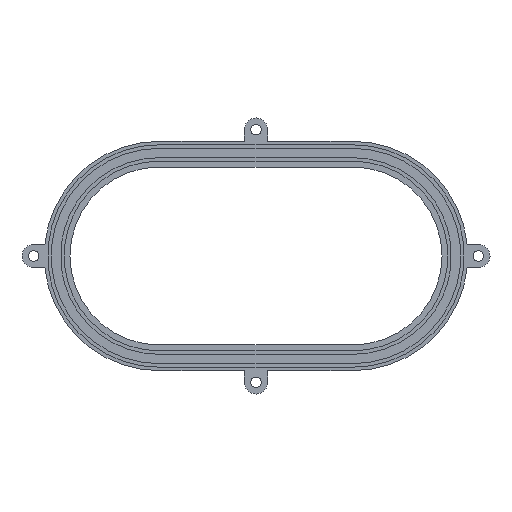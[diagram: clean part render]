
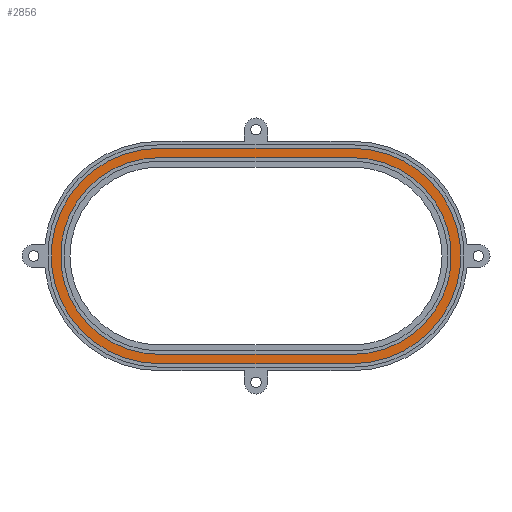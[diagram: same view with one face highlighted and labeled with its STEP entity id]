
A CAD part, front view. The second image highlights one B-rep face of the part: STEP entity #2856.
In plain terms, the highlighted planar face has unit normal (0, -1, 0).
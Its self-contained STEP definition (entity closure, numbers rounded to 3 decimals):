
#1043=DIRECTION('',(0.,0.,1.));
#1044=VECTOR('',#1043,4.77);
#1045=CARTESIAN_POINT('',(43.626,-1.5,-2.385));
#1046=LINE('',#1045,#1044);
#1050=CARTESIAN_POINT('',(20.75,-1.5,0.));
#1051=DIRECTION('',(0.,1.,0.));
#1052=DIRECTION('',(0.995,0.,-0.104));
#1053=AXIS2_PLACEMENT_3D('',#1050,#1051,#1052);
#1058=DIRECTION('',(-1.,0.,0.));
#1059=VECTOR('',#1058,41.5);
#1060=CARTESIAN_POINT('',(20.75,-1.5,-23.));
#1061=LINE('',#1060,#1059);
#1065=CARTESIAN_POINT('',(-20.75,-1.5,0.));
#1066=DIRECTION('',(0.,1.,0.));
#1067=DIRECTION('',(0.,0.,-1.));
#1068=AXIS2_PLACEMENT_3D('',#1065,#1066,#1067);
#1073=CARTESIAN_POINT('',(-20.75,-1.5,0.));
#1074=DIRECTION('',(0.,1.,0.));
#1075=DIRECTION('',(-0.995,0.,0.104));
#1076=AXIS2_PLACEMENT_3D('',#1073,#1074,#1075);
#1081=DIRECTION('',(1.,0.,0.));
#1082=VECTOR('',#1081,41.5);
#1083=CARTESIAN_POINT('',(-20.75,-1.5,23.));
#1084=LINE('',#1083,#1082);
#1088=CARTESIAN_POINT('',(20.75,-1.5,0.));
#1089=DIRECTION('',(0.,1.,0.));
#1090=DIRECTION('',(0.,0.,1.));
#1091=AXIS2_PLACEMENT_3D('',#1088,#1089,#1090);
#1096=CARTESIAN_POINT('',(20.75,-1.5,0.));
#1097=DIRECTION('',(0.,-1.,0.));
#1098=DIRECTION('',(0.994,0.,0.108));
#1099=AXIS2_PLACEMENT_3D('',#1096,#1097,#1098);
#1104=DIRECTION('',(-1.,0.,0.));
#1105=VECTOR('',#1104,41.5);
#1106=CARTESIAN_POINT('',(20.75,-1.5,21.));
#1107=LINE('',#1106,#1105);
#1111=CARTESIAN_POINT('',(-20.75,-1.5,0.));
#1112=DIRECTION('',(0.,-1.,0.));
#1113=DIRECTION('',(0.,0.,1.));
#1114=AXIS2_PLACEMENT_3D('',#1111,#1112,#1113);
#1119=CARTESIAN_POINT('',(-20.75,-1.5,0.));
#1120=DIRECTION('',(0.,-1.,0.));
#1121=DIRECTION('',(-0.994,0.,-0.108));
#1122=AXIS2_PLACEMENT_3D('',#1119,#1120,#1121);
#1127=DIRECTION('',(1.,0.,0.));
#1128=VECTOR('',#1127,41.5);
#1129=CARTESIAN_POINT('',(-20.75,-1.5,-21.));
#1130=LINE('',#1129,#1128);
#1134=CARTESIAN_POINT('',(20.75,-1.5,0.));
#1135=DIRECTION('',(0.,-1.,0.));
#1136=DIRECTION('',(0.,0.,-1.));
#1137=AXIS2_PLACEMENT_3D('',#1134,#1135,#1136);
#1170=DIRECTION('',(0.,0.,-1.));
#1171=VECTOR('',#1170,4.77);
#1172=CARTESIAN_POINT('',(-43.626,-1.5,2.385));
#1173=LINE('',#1172,#1171);
#1219=DIRECTION('',(0.,0.,-1.));
#1220=VECTOR('',#1219,4.557);
#1221=CARTESIAN_POINT('',(41.626,-1.5,2.278));
#1222=LINE('',#1221,#1220);
#1374=DIRECTION('',(0.,0.,1.));
#1375=VECTOR('',#1374,4.557);
#1376=CARTESIAN_POINT('',(-41.626,-1.5,-2.278));
#1377=LINE('',#1376,#1375);
#1929=CARTESIAN_POINT('',(43.626,-1.5,-2.385));
#1930=CARTESIAN_POINT('',(43.626,-1.5,2.385));
#1931=VERTEX_POINT('',#1929);
#1932=VERTEX_POINT('',#1930);
#1933=CARTESIAN_POINT('',(20.75,-1.5,-23.));
#1934=VERTEX_POINT('',#1933);
#1935=CARTESIAN_POINT('',(-20.75,-1.5,-23.));
#1936=VERTEX_POINT('',#1935);
#1937=CARTESIAN_POINT('',(-43.626,-1.5,-2.385));
#1938=VERTEX_POINT('',#1937);
#1939=CARTESIAN_POINT('',(-43.626,-1.5,2.385));
#1940=VERTEX_POINT('',#1939);
#1941=CARTESIAN_POINT('',(-20.75,-1.5,23.));
#1942=VERTEX_POINT('',#1941);
#1943=CARTESIAN_POINT('',(20.75,-1.5,23.));
#1944=VERTEX_POINT('',#1943);
#1945=CARTESIAN_POINT('',(41.626,-1.5,2.278));
#1946=CARTESIAN_POINT('',(20.75,-1.5,21.));
#1947=VERTEX_POINT('',#1945);
#1948=VERTEX_POINT('',#1946);
#1949=CARTESIAN_POINT('',(-20.75,-1.5,21.));
#1950=VERTEX_POINT('',#1949);
#1951=CARTESIAN_POINT('',(-41.626,-1.5,2.278));
#1952=VERTEX_POINT('',#1951);
#1953=CARTESIAN_POINT('',(-41.626,-1.5,-2.278));
#1954=VERTEX_POINT('',#1953);
#1955=CARTESIAN_POINT('',(-20.75,-1.5,-21.));
#1956=VERTEX_POINT('',#1955);
#1957=CARTESIAN_POINT('',(20.75,-1.5,-21.));
#1958=VERTEX_POINT('',#1957);
#1959=CARTESIAN_POINT('',(41.626,-1.5,-2.278));
#1960=VERTEX_POINT('',#1959);
#2816=CARTESIAN_POINT('',(0.,-1.5,0.));
#2817=DIRECTION('',(0.,-1.,0.));
#2818=DIRECTION('',(1.,0.,0.));
#2819=AXIS2_PLACEMENT_3D('',#2816,#2817,#2818);
#2820=PLANE('',#2819);
#2821=ORIENTED_EDGE('',*,*,#2806,.F.);
#2823=ORIENTED_EDGE('',*,*,#2822,.T.);
#2825=ORIENTED_EDGE('',*,*,#2824,.T.);
#2827=ORIENTED_EDGE('',*,*,#2826,.T.);
#2829=ORIENTED_EDGE('',*,*,#2828,.F.);
#2831=ORIENTED_EDGE('',*,*,#2830,.T.);
#2833=ORIENTED_EDGE('',*,*,#2832,.T.);
#2835=ORIENTED_EDGE('',*,*,#2834,.T.);
#2836=EDGE_LOOP('',(#2821,#2823,#2825,#2827,#2829,#2831,#2833,#2835));
#2837=FACE_OUTER_BOUND('',#2836,.F.);
#2839=ORIENTED_EDGE('',*,*,#2838,.T.);
#2841=ORIENTED_EDGE('',*,*,#2840,.T.);
#2843=ORIENTED_EDGE('',*,*,#2842,.T.);
#2845=ORIENTED_EDGE('',*,*,#2844,.F.);
#2847=ORIENTED_EDGE('',*,*,#2846,.T.);
#2849=ORIENTED_EDGE('',*,*,#2848,.T.);
#2851=ORIENTED_EDGE('',*,*,#2850,.T.);
#2853=ORIENTED_EDGE('',*,*,#2852,.F.);
#2854=EDGE_LOOP('',(#2839,#2841,#2843,#2845,#2847,#2849,#2851,#2853));
#2855=FACE_BOUND('',#2854,.F.);
#1054=CIRCLE('',#1053,23.);
#1069=CIRCLE('',#1068,23.);
#1077=CIRCLE('',#1076,23.);
#1092=CIRCLE('',#1091,23.);
#1100=CIRCLE('',#1099,21.);
#1115=CIRCLE('',#1114,21.);
#1123=CIRCLE('',#1122,21.);
#1138=CIRCLE('',#1137,21.);
#2806=EDGE_CURVE('',#1931,#1932,#1046,.T.);
#2822=EDGE_CURVE('',#1931,#1934,#1054,.T.);
#2824=EDGE_CURVE('',#1934,#1936,#1061,.T.);
#2826=EDGE_CURVE('',#1936,#1938,#1069,.T.);
#2828=EDGE_CURVE('',#1940,#1938,#1173,.T.);
#2830=EDGE_CURVE('',#1940,#1942,#1077,.T.);
#2832=EDGE_CURVE('',#1942,#1944,#1084,.T.);
#2834=EDGE_CURVE('',#1944,#1932,#1092,.T.);
#2838=EDGE_CURVE('',#1947,#1948,#1100,.T.);
#2840=EDGE_CURVE('',#1948,#1950,#1107,.T.);
#2842=EDGE_CURVE('',#1950,#1952,#1115,.T.);
#2844=EDGE_CURVE('',#1954,#1952,#1377,.T.);
#2846=EDGE_CURVE('',#1954,#1956,#1123,.T.);
#2848=EDGE_CURVE('',#1956,#1958,#1130,.T.);
#2850=EDGE_CURVE('',#1958,#1960,#1138,.T.);
#2852=EDGE_CURVE('',#1947,#1960,#1222,.T.);
#2856=ADVANCED_FACE('',(#2837,#2855),#2820,.T.);
